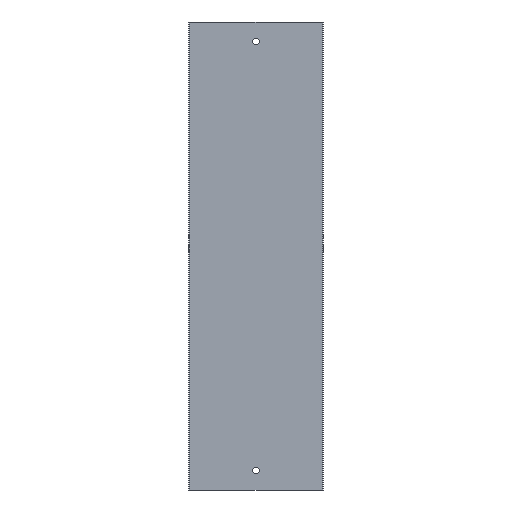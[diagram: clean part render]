
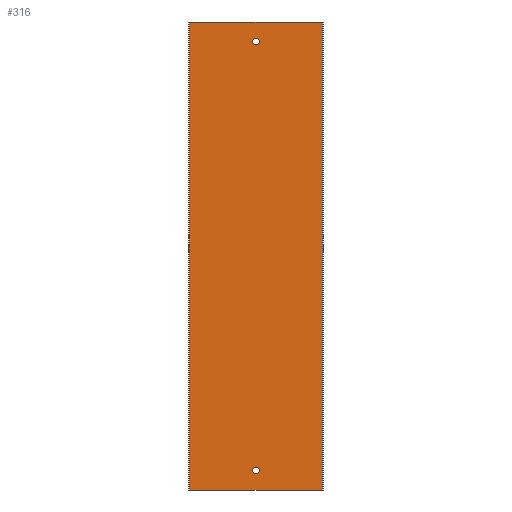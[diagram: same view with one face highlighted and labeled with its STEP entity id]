
A CAD part, front view. The second image highlights one B-rep face of the part: STEP entity #316.
In plain terms, the highlighted planar face has unit normal (0, -1, 0).
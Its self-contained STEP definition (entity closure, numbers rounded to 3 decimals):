
#2 = LINE ( 'NONE', #396, #53 ) ;
#4 = ORIENTED_EDGE ( 'NONE', *, *, #255, .T. ) ;
#12 = ORIENTED_EDGE ( 'NONE', *, *, #239, .F. ) ;
#18 = VERTEX_POINT ( 'NONE', #308 ) ;
#26 = EDGE_LOOP ( 'NONE', ( #164 ) ) ;
#32 = VERTEX_POINT ( 'NONE', #278 ) ;
#34 = CIRCLE ( 'NONE', #249, 2.5 ) ;
#53 = VECTOR ( 'NONE', #354, 1000. ) ;
#56 = VECTOR ( 'NONE', #273, 1000. ) ;
#57 = FACE_BOUND ( 'NONE', #26, .T. ) ;
#59 = LINE ( 'NONE', #420, #187 ) ;
#63 = FACE_BOUND ( 'NONE', #146, .T. ) ;
#72 = VERTEX_POINT ( 'NONE', #289 ) ;
#85 = LINE ( 'NONE', #304, #56 ) ;
#96 = FACE_OUTER_BOUND ( 'NONE', #180, .T. ) ;
#105 = VECTOR ( 'NONE', #302, 1000. ) ;
#112 = VERTEX_POINT ( 'NONE', #433 ) ;
#113 = VERTEX_POINT ( 'NONE', #366 ) ;
#125 = VERTEX_POINT ( 'NONE', #297 ) ;
#143 = ORIENTED_EDGE ( 'NONE', *, *, #256, .F. ) ;
#146 = EDGE_LOOP ( 'NONE', ( #143 ) ) ;
#164 = ORIENTED_EDGE ( 'NONE', *, *, #235, .F. ) ;
#167 = ORIENTED_EDGE ( 'NONE', *, *, #213, .T. ) ;
#180 = EDGE_LOOP ( 'NONE', ( #167, #12, #200, #4 ) ) ;
#187 = VECTOR ( 'NONE', #359, 1000. ) ;
#191 = CIRCLE ( 'NONE', #247, 2.5 ) ;
#200 = ORIENTED_EDGE ( 'NONE', *, *, #228, .F. ) ;
#203 = LINE ( 'NONE', #284, #105 ) ;
#204 = AXIS2_PLACEMENT_3D ( 'NONE', #391, #341, #325 ) ;
#213 = EDGE_CURVE ( 'NONE', #32, #18, #203, .T. ) ;
#228 = EDGE_CURVE ( 'NONE', #72, #125, #85, .T. ) ;
#235 = EDGE_CURVE ( 'NONE', #113, #113, #34, .T. ) ;
#239 = EDGE_CURVE ( 'NONE', #125, #18, #2, .T. ) ;
#247 = AXIS2_PLACEMENT_3D ( 'NONE', #369, #397, #358 ) ;
#249 = AXIS2_PLACEMENT_3D ( 'NONE', #409, #387, #414 ) ;
#255 = EDGE_CURVE ( 'NONE', #72, #32, #59, .T. ) ;
#256 = EDGE_CURVE ( 'NONE', #112, #112, #191, .T. ) ;
#273 = DIRECTION ( 'NONE',  ( 1., 0., 0. ) ) ;
#278 = CARTESIAN_POINT ( 'NONE',  ( -51., 0., 0. ) ) ;
#284 = CARTESIAN_POINT ( 'NONE',  ( -51., 0., 0. ) ) ;
#289 = CARTESIAN_POINT ( 'NONE',  ( -51., 0., 360. ) ) ;
#297 = CARTESIAN_POINT ( 'NONE',  ( 51., 0., 360. ) ) ;
#302 = DIRECTION ( 'NONE',  ( 1., 0., 0. ) ) ;
#304 = CARTESIAN_POINT ( 'NONE',  ( -51., 0., 360. ) ) ;
#308 = CARTESIAN_POINT ( 'NONE',  ( 51., 0., 0. ) ) ;
#316 = ADVANCED_FACE ( 'NONE', ( #57, #63, #96 ), #434, .F. ) ;
#325 = DIRECTION ( 'NONE',  ( 0., 0., 1. ) ) ;
#341 = DIRECTION ( 'NONE',  ( 0., 1., 0. ) ) ;
#354 = DIRECTION ( 'NONE',  ( 0., 0., -1. ) ) ;
#358 = DIRECTION ( 'NONE',  ( 0., 0., 1. ) ) ;
#359 = DIRECTION ( 'NONE',  ( 0., 0., -1. ) ) ;
#366 = CARTESIAN_POINT ( 'NONE',  ( 0., 0., 347.5 ) ) ;
#369 = CARTESIAN_POINT ( 'NONE',  ( 0., 0., 15. ) ) ;
#387 = DIRECTION ( 'NONE',  ( 0., -1., 0. ) ) ;
#391 = CARTESIAN_POINT ( 'NONE',  ( -51., 0., 360. ) ) ;
#396 = CARTESIAN_POINT ( 'NONE',  ( 51., 0., 360. ) ) ;
#397 = DIRECTION ( 'NONE',  ( 0., -1., 0. ) ) ;
#409 = CARTESIAN_POINT ( 'NONE',  ( 0., 0., 345. ) ) ;
#414 = DIRECTION ( 'NONE',  ( 0., 0., 1. ) ) ;
#420 = CARTESIAN_POINT ( 'NONE',  ( -51., 0., 360. ) ) ;
#433 = CARTESIAN_POINT ( 'NONE',  ( 0., 0., 17.5 ) ) ;
#434 = PLANE ( 'NONE',  #204 ) ;
